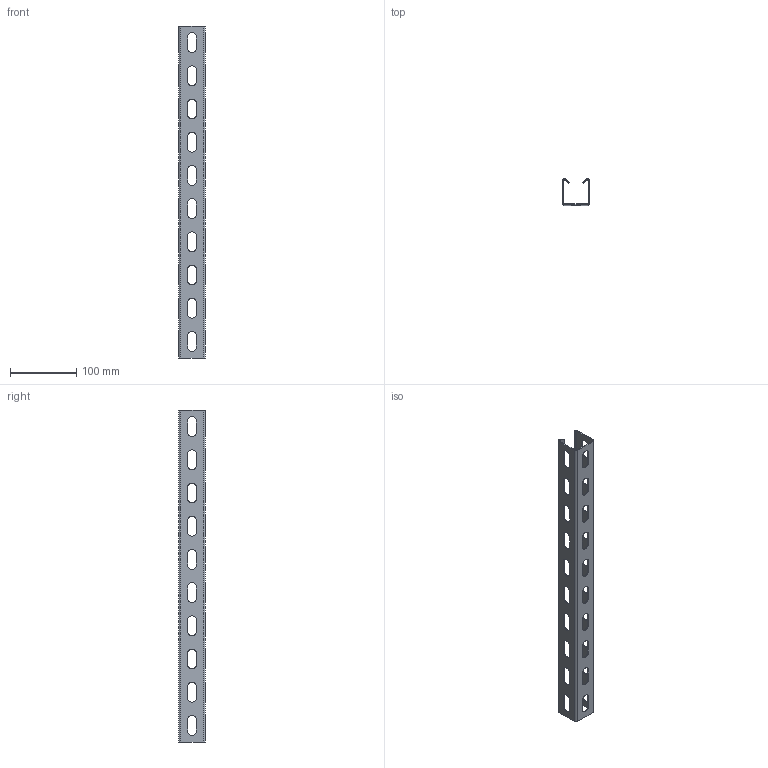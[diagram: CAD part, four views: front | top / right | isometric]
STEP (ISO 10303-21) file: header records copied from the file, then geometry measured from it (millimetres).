
FILE_DESCRIPTION(/* description */ (''),/* implementation_level */ '2;1');
FILE_NAME(/* name */ 'CWP CWOP40H40 05.stp',/* time_stamp */ '2020-11-18T11:25:15+01:00',/* author */ ('stanislaw.luczak'),/* organization */ (''),/* preprocessor_version */ 'ST-DEVELOPER v18.1',/* originating_system */ 'Autodesk Inventor 2021',/* authorisation */ '');
FILE_SCHEMA (('AUTOMOTIVE_DESIGN { 1 0 10303 214 3 1 1 }'));
Length unit declared in the file: millimetre
Products named in the file (1): CWP CWOP40H40 05
Bounding box: 40 x 40 x 500 mm (x, y, z)
Volume: 84184.9 mm3; surface area: 117514.8 mm2
Topology: 1 solids, 1 shells, 158 faces, 436 edges, 280 vertices
Faces by surface type: plane 90, cylinder 68
Entity records: 5181 total; most frequent: DIRECTION 890, CARTESIAN_POINT 875, ORIENTED_EDGE 872, EDGE_CURVE 436, LINE 300, VECTOR 300, AXIS2_PLACEMENT_3D 295, VERTEX_POINT 280
